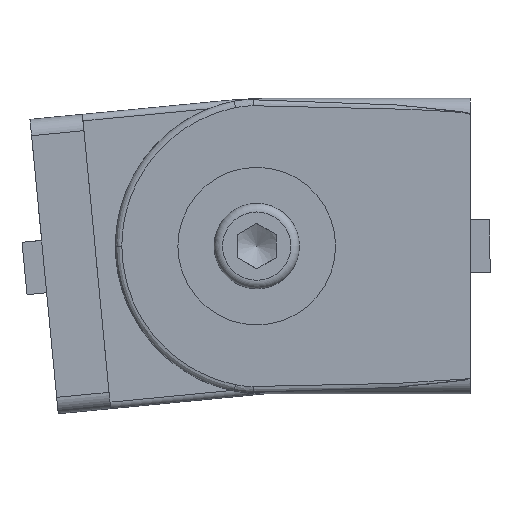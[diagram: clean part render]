
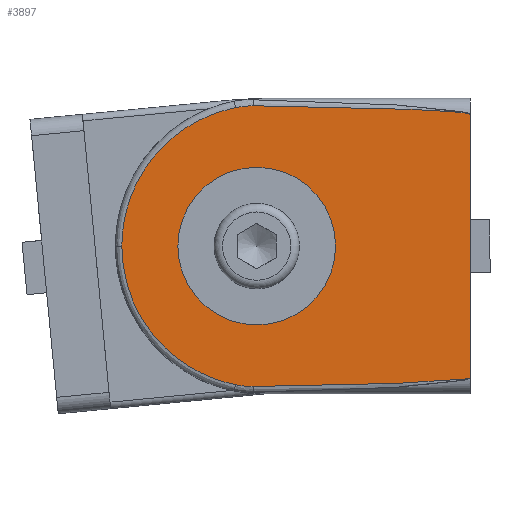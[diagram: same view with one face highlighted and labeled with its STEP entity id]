
A CAD part, left-side view. The second image highlights one B-rep face of the part: STEP entity #3897.
In plain terms, the highlighted planar face has unit normal (-1, 0.026, 0).
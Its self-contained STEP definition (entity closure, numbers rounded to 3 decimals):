
#96=LINE('',#5837,#436);
#117=LINE('',#6014,#457);
#118=LINE('',#6015,#458);
#436=VECTOR('',#4571,40.);
#457=VECTOR('',#4608,0.041);
#458=VECTOR('',#4609,0.041);
#772=PLANE('',#4154);
#934=FACE_BOUND('',#1273,.T.);
#970=ELLIPSE('',#4126,8.658,8.652);
#1040=FACE_OUTER_BOUND('',#1272,.T.);
#1272=EDGE_LOOP('',(#2788,#2789,#2790,#2791,#2792,#2793,#2794,#2795,#2796));
#1273=EDGE_LOOP('',(#2797));
#1714=B_SPLINE_CURVE_WITH_KNOTS('',3,(#5770,#5771,#5772,#5773,#5774,#5775,
#5776,#5777,#5778,#5779,#5780,#5781,#5782),.UNSPECIFIED.,.F.,.F.,(4,3,3,
3,4),(0.,0.344,0.687,1.031,1.374),
 .UNSPECIFIED.);
#1717=B_SPLINE_CURVE_WITH_KNOTS('',3,(#5958,#5959,#5960,#5961,#5962,#5963,
#5964,#5965,#5966,#5967,#5968,#5969,#5970),.UNSPECIFIED.,.F.,.F.,(4,3,3,
3,4),(0.021,0.304,0.577,0.85,
1.134),.UNSPECIFIED.);
#1718=B_SPLINE_CURVE_WITH_KNOTS('',3,(#5972,#5973,#5974,#5975,#5976,#5977,
#5978),.UNSPECIFIED.,.F.,.F.,(4,3,4),(0.,0.001,0.003),
 .UNSPECIFIED.);
#1719=B_SPLINE_CURVE_WITH_KNOTS('',3,(#5979,#5980,#5981,#5982,#5983,#5984,
#5985,#5986,#5987,#5988,#5989,#5990,#5991),.UNSPECIFIED.,.F.,.F.,(4,3,3,
3,4),(4.909,5.253,5.596,5.94,
6.283),.UNSPECIFIED.);
#1720=B_SPLINE_CURVE_WITH_KNOTS('',3,(#5993,#5994,#5995,#5996,#5997,#5998,
#5999),.UNSPECIFIED.,.F.,.F.,(4,3,4),(0.,0.001,
0.003),.UNSPECIFIED.);
#1721=B_SPLINE_CURVE_WITH_KNOTS('',3,(#6001,#6002,#6003,#6004,#6005,#6006,
#6007,#6008,#6009,#6010,#6011,#6012,#6013),.UNSPECIFIED.,.F.,.F.,(4,3,3,
3,4),(5.149,5.433,5.706,5.979,
6.262),.UNSPECIFIED.);
#1756=VERTEX_POINT('',#5728);
#1760=VERTEX_POINT('',#5768);
#1761=VERTEX_POINT('',#5769);
#1774=VERTEX_POINT('',#5821);
#1781=VERTEX_POINT('',#5835);
#1802=VERTEX_POINT('',#5956);
#1803=VERTEX_POINT('',#5957);
#1804=VERTEX_POINT('',#5971);
#1805=VERTEX_POINT('',#5992);
#1806=VERTEX_POINT('',#6000);
#2144=EDGE_CURVE('',#1756,#1756,#970,.T.);
#2148=EDGE_CURVE('',#1760,#1761,#1714,.T.);
#2171=EDGE_CURVE('',#1781,#1774,#96,.T.);
#2200=EDGE_CURVE('',#1802,#1803,#1717,.T.);
#2201=EDGE_CURVE('',#1803,#1804,#1718,.T.);
#2202=EDGE_CURVE('',#1804,#1760,#1719,.T.);
#2203=EDGE_CURVE('',#1761,#1805,#1720,.T.);
#2204=EDGE_CURVE('',#1805,#1806,#1721,.T.);
#2205=EDGE_CURVE('',#1806,#1774,#117,.T.);
#2206=EDGE_CURVE('',#1781,#1802,#118,.T.);
#2788=ORIENTED_EDGE('',*,*,#2200,.T.);
#2789=ORIENTED_EDGE('',*,*,#2201,.T.);
#2790=ORIENTED_EDGE('',*,*,#2202,.T.);
#2791=ORIENTED_EDGE('',*,*,#2148,.T.);
#2792=ORIENTED_EDGE('',*,*,#2203,.T.);
#2793=ORIENTED_EDGE('',*,*,#2204,.T.);
#2794=ORIENTED_EDGE('',*,*,#2205,.T.);
#2795=ORIENTED_EDGE('',*,*,#2171,.F.);
#2796=ORIENTED_EDGE('',*,*,#2206,.T.);
#2797=ORIENTED_EDGE('',*,*,#2144,.F.);
#3897=ADVANCED_FACE('',(#1040,#934),#772,.F.);
#4126=AXIS2_PLACEMENT_3D('',#5729,#4520,#4521);
#4154=AXIS2_PLACEMENT_3D('',#5955,#4606,#4607);
#4520=DIRECTION('center_axis',(-1.,0.026,0.));
#4521=DIRECTION('ref_axis',(0.026,1.,0.));
#4571=DIRECTION('',(0.,0.,-1.));
#4606=DIRECTION('center_axis',(1.,-0.026,0.));
#4607=DIRECTION('ref_axis',(0.026,1.,0.));
#4608=DIRECTION('',(-0.017,-0.632,0.775));
#4609=DIRECTION('',(0.017,0.632,0.775));
#5728=CARTESIAN_POINT('',(-21.649,32.5,31.149));
#5729=CARTESIAN_POINT('Origin',(-21.655,32.273,22.5));
#5768=CARTESIAN_POINT('',(-21.111,53.026,22.5));
#5769=CARTESIAN_POINT('',(-21.564,35.729,1.415));
#5770=CARTESIAN_POINT('Ctrl Pts',(-21.111,53.026,22.5));
#5771=CARTESIAN_POINT('Ctrl Pts',(-21.111,53.026,20.038));
#5772=CARTESIAN_POINT('Ctrl Pts',(-21.123,52.599,17.577));
#5773=CARTESIAN_POINT('Ctrl Pts',(-21.144,51.77,15.259));
#5774=CARTESIAN_POINT('Ctrl Pts',(-21.166,50.941,12.941));
#5775=CARTESIAN_POINT('Ctrl Pts',(-21.198,49.71,10.767));
#5776=CARTESIAN_POINT('Ctrl Pts',(-21.239,48.149,8.864));
#5777=CARTESIAN_POINT('Ctrl Pts',(-21.28,46.587,6.96));
#5778=CARTESIAN_POINT('Ctrl Pts',(-21.33,44.696,5.328));
#5779=CARTESIAN_POINT('Ctrl Pts',(-21.385,42.585,4.062));
#5780=CARTESIAN_POINT('Ctrl Pts',(-21.44,40.473,2.796));
#5781=CARTESIAN_POINT('Ctrl Pts',(-21.501,38.143,1.896));
#5782=CARTESIAN_POINT('Ctrl Pts',(-21.564,35.729,1.415));
#5821=CARTESIAN_POINT('',(-22.5,0.,2.5));
#5835=CARTESIAN_POINT('',(-22.5,0.,42.5));
#5837=CARTESIAN_POINT('',(-22.5,0.,45.));
#5955=CARTESIAN_POINT('Origin',(-22.5,0.,0.));
#5956=CARTESIAN_POINT('',(-22.499,0.026,42.532));
#5957=CARTESIAN_POINT('',(-21.635,33.049,43.859));
#5958=CARTESIAN_POINT('Ctrl Pts',(-22.499,0.026,
42.532));
#5959=CARTESIAN_POINT('Ctrl Pts',(-22.496,0.136,42.666));
#5960=CARTESIAN_POINT('Ctrl Pts',(-22.475,0.959,42.807));
#5961=CARTESIAN_POINT('Ctrl Pts',(-22.433,2.563,42.943));
#5962=CARTESIAN_POINT('Ctrl Pts',(-22.392,4.112,43.074));
#5963=CARTESIAN_POINT('Ctrl Pts',(-22.333,6.391,43.202));
#5964=CARTESIAN_POINT('Ctrl Pts',(-22.256,9.304,43.319));
#5965=CARTESIAN_POINT('Ctrl Pts',(-22.18,12.222,43.436));
#5966=CARTESIAN_POINT('Ctrl Pts',(-22.087,15.773,43.542));
#5967=CARTESIAN_POINT('Ctrl Pts',(-21.983,19.734,43.632));
#5968=CARTESIAN_POINT('Ctrl Pts',(-21.876,23.845,43.726));
#5969=CARTESIAN_POINT('Ctrl Pts',(-21.757,28.391,43.802));
#5970=CARTESIAN_POINT('Ctrl Pts',(-21.635,33.049,43.859));
#5971=CARTESIAN_POINT('',(-21.564,35.729,43.585));
#5972=CARTESIAN_POINT('Ctrl Pts',(-21.635,33.049,43.859));
#5973=CARTESIAN_POINT('Ctrl Pts',(-21.623,33.5,43.865));
#5974=CARTESIAN_POINT('Ctrl Pts',(-21.611,33.949,43.84));
#5975=CARTESIAN_POINT('Ctrl Pts',(-21.599,34.396,43.792));
#5976=CARTESIAN_POINT('Ctrl Pts',(-21.588,34.842,43.744));
#5977=CARTESIAN_POINT('Ctrl Pts',(-21.576,35.288,43.673));
#5978=CARTESIAN_POINT('Ctrl Pts',(-21.564,35.729,43.585));
#5979=CARTESIAN_POINT('Ctrl Pts',(-21.564,35.729,43.585));
#5980=CARTESIAN_POINT('Ctrl Pts',(-21.501,38.143,43.104));
#5981=CARTESIAN_POINT('Ctrl Pts',(-21.44,40.473,42.204));
#5982=CARTESIAN_POINT('Ctrl Pts',(-21.385,42.585,40.938));
#5983=CARTESIAN_POINT('Ctrl Pts',(-21.33,44.696,39.672));
#5984=CARTESIAN_POINT('Ctrl Pts',(-21.28,46.587,38.04));
#5985=CARTESIAN_POINT('Ctrl Pts',(-21.239,48.149,36.136));
#5986=CARTESIAN_POINT('Ctrl Pts',(-21.198,49.71,34.233));
#5987=CARTESIAN_POINT('Ctrl Pts',(-21.166,50.941,32.059));
#5988=CARTESIAN_POINT('Ctrl Pts',(-21.144,51.77,29.741));
#5989=CARTESIAN_POINT('Ctrl Pts',(-21.123,52.599,27.423));
#5990=CARTESIAN_POINT('Ctrl Pts',(-21.111,53.026,24.962));
#5991=CARTESIAN_POINT('Ctrl Pts',(-21.111,53.026,22.5));
#5992=CARTESIAN_POINT('',(-21.635,33.049,1.141));
#5993=CARTESIAN_POINT('Ctrl Pts',(-21.564,35.729,1.415));
#5994=CARTESIAN_POINT('Ctrl Pts',(-21.576,35.288,1.327));
#5995=CARTESIAN_POINT('Ctrl Pts',(-21.588,34.845,1.256));
#5996=CARTESIAN_POINT('Ctrl Pts',(-21.599,34.399,1.208));
#5997=CARTESIAN_POINT('Ctrl Pts',(-21.611,33.952,1.16));
#5998=CARTESIAN_POINT('Ctrl Pts',(-21.623,33.501,1.135));
#5999=CARTESIAN_POINT('Ctrl Pts',(-21.635,33.049,1.141));
#6000=CARTESIAN_POINT('',(-22.499,0.026,2.468));
#6001=CARTESIAN_POINT('Ctrl Pts',(-21.635,33.049,1.141));
#6002=CARTESIAN_POINT('Ctrl Pts',(-21.757,28.391,1.198));
#6003=CARTESIAN_POINT('Ctrl Pts',(-21.876,23.845,1.274));
#6004=CARTESIAN_POINT('Ctrl Pts',(-21.983,19.734,1.368));
#6005=CARTESIAN_POINT('Ctrl Pts',(-22.087,15.773,1.458));
#6006=CARTESIAN_POINT('Ctrl Pts',(-22.18,12.222,1.564));
#6007=CARTESIAN_POINT('Ctrl Pts',(-22.256,9.304,1.681));
#6008=CARTESIAN_POINT('Ctrl Pts',(-22.333,6.391,1.798));
#6009=CARTESIAN_POINT('Ctrl Pts',(-22.392,4.112,1.926));
#6010=CARTESIAN_POINT('Ctrl Pts',(-22.433,2.563,2.057));
#6011=CARTESIAN_POINT('Ctrl Pts',(-22.475,0.959,2.193));
#6012=CARTESIAN_POINT('Ctrl Pts',(-22.496,0.136,2.334));
#6013=CARTESIAN_POINT('Ctrl Pts',(-22.499,0.026,
2.468));
#6014=CARTESIAN_POINT('',(-22.499,0.026,2.468));
#6015=CARTESIAN_POINT('',(-22.5,0.,42.5));
